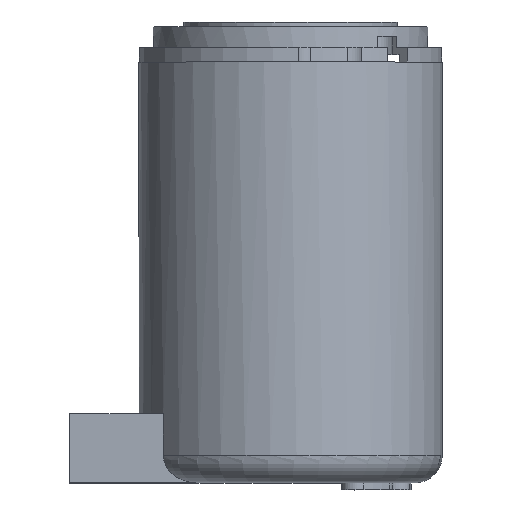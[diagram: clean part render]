
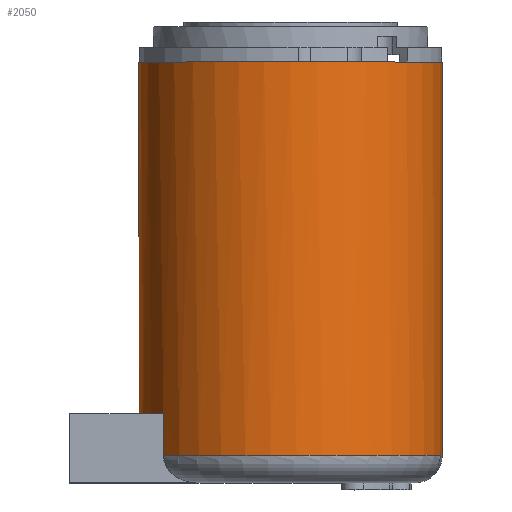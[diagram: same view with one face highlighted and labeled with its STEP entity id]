
A CAD part, top view. The second image highlights one B-rep face of the part: STEP entity #2050.
In plain terms, the highlighted cylindrical face has radius 110 mm (diameter 220 mm), a full revolution.
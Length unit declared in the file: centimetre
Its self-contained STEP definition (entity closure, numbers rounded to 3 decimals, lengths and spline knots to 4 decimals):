
#130=LINE('',#3606,#236);
#131=LINE('',#3609,#237);
#236=VECTOR('',#2936,3.);
#237=VECTOR('',#2939,3.);
#302=CYLINDRICAL_SURFACE('',#2313,11.);
#370=FACE_BOUND('',#669,.T.);
#490=FACE_OUTER_BOUND('',#668,.T.);
#668=EDGE_LOOP('',(#1829));
#669=EDGE_LOOP('',(#1830,#1831,#1832,#1833));
#863=CIRCLE('',#2312,11.);
#864=CIRCLE('',#2314,11.);
#865=CIRCLE('',#2315,11.);
#1061=VERTEX_POINT('',#3563);
#1062=VERTEX_POINT('',#3564);
#1063=VERTEX_POINT('',#3603);
#1064=VERTEX_POINT('',#3605);
#1065=VERTEX_POINT('',#3607);
#1327=EDGE_CURVE('',#1061,#1062,#863,.T.);
#1330=EDGE_CURVE('',#1063,#1063,#864,.T.);
#1331=EDGE_CURVE('',#1061,#1064,#130,.T.);
#1332=EDGE_CURVE('',#1064,#1065,#865,.T.);
#1333=EDGE_CURVE('',#1062,#1065,#131,.T.);
#1829=ORIENTED_EDGE('',*,*,#1330,.F.);
#1830=ORIENTED_EDGE('',*,*,#1327,.F.);
#1831=ORIENTED_EDGE('',*,*,#1331,.T.);
#1832=ORIENTED_EDGE('',*,*,#1332,.T.);
#1833=ORIENTED_EDGE('',*,*,#1333,.F.);
#2050=ADVANCED_FACE('',(#490,#370),#302,.T.);
#2312=AXIS2_PLACEMENT_3D('',#3565,#2930,#2931);
#2313=AXIS2_PLACEMENT_3D('',#3602,#2932,#2933);
#2314=AXIS2_PLACEMENT_3D('',#3604,#2934,#2935);
#2315=AXIS2_PLACEMENT_3D('',#3608,#2937,#2938);
#2930=DIRECTION('center_axis',(0.,-1.,0.));
#2931=DIRECTION('ref_axis',(0.,0.,-1.));
#2932=DIRECTION('center_axis',(0.,1.,0.));
#2933=DIRECTION('ref_axis',(0.,0.,-1.));
#2934=DIRECTION('center_axis',(0.,1.,0.));
#2935=DIRECTION('ref_axis',(0.,0.,1.));
#2936=DIRECTION('',(0.,1.,0.));
#2937=DIRECTION('center_axis',(0.,1.,0.));
#2938=DIRECTION('ref_axis',(-0.838,0.,-0.545));
#2939=DIRECTION('',(0.,1.,0.));
#3563=CARTESIAN_POINT('',(-9.2195,2.,-6.));
#3564=CARTESIAN_POINT('',(-9.2195,2.,6.));
#3565=CARTESIAN_POINT('Origin',(0.,2.,0.));
#3602=CARTESIAN_POINT('Origin',(0.,0.,0.));
#3603=CARTESIAN_POINT('',(0.,30.5,-11.));
#3604=CARTESIAN_POINT('Origin',(0.,30.5,0.));
#3605=CARTESIAN_POINT('',(-9.2195,5.,-6.));
#3606=CARTESIAN_POINT('',(-9.2195,2.,-6.));
#3607=CARTESIAN_POINT('',(-9.2195,5.,6.));
#3608=CARTESIAN_POINT('Origin',(0.,5.,0.));
#3609=CARTESIAN_POINT('',(-9.2195,2.,6.));
